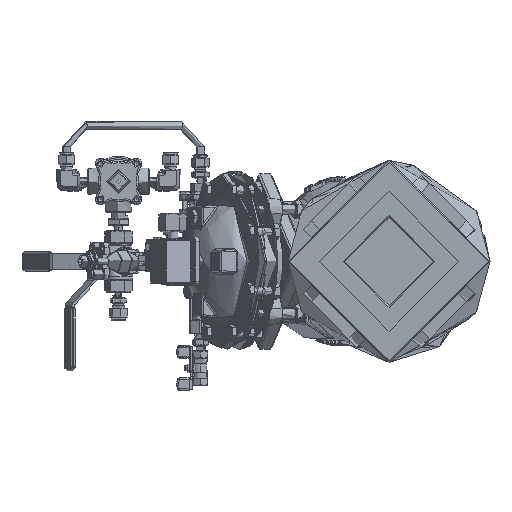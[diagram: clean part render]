
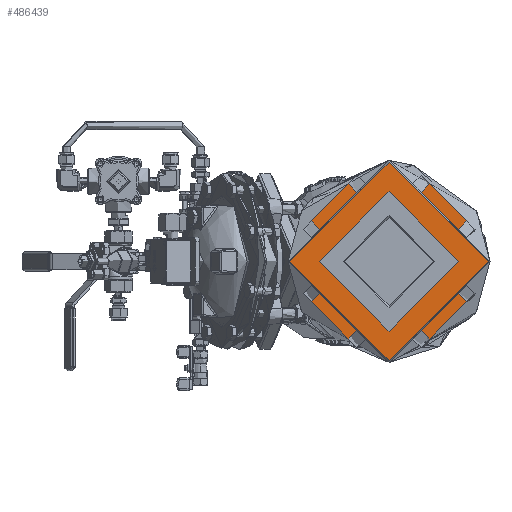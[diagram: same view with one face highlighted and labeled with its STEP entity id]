
A CAD part, left-side view. The second image highlights one B-rep face of the part: STEP entity #486439.
In plain terms, the highlighted planar face has unit normal (-1, 0, 0).
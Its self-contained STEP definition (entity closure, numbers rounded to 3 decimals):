
#1250 = AXIS2_PLACEMENT_3D ( 'NONE', #144362, #184899, #489471 ) ;
#6260 = DIRECTION ( 'NONE',  ( 1., 0., 0. ) ) ;
#16278 = DIRECTION ( 'NONE',  ( 1., 0., 0. ) ) ;
#21633 = CARTESIAN_POINT ( 'NONE',  ( -211.067, 36.451, 88. ) ) ;
#28752 = AXIS2_PLACEMENT_3D ( 'NONE', #124712, #6260, #82350 ) ;
#34877 = AXIS2_PLACEMENT_3D ( 'NONE', #314456, #82597, #353350 ) ;
#41468 = DIRECTION ( 'NONE',  ( 0., 0., 1. ) ) ;
#41623 = ORIENTED_EDGE ( 'NONE', *, *, #276048, .T. ) ;
#47699 = ORIENTED_EDGE ( 'NONE', *, *, #118587, .T. ) ;
#52112 = VERTEX_POINT ( 'NONE', #406307 ) ;
#53383 = FACE_BOUND ( 'NONE', #174801, .T. ) ;
#55475 = CIRCLE ( 'NONE', #325843, 79. ) ;
#65523 = FACE_BOUND ( 'NONE', #249319, .T. ) ;
#67745 = CIRCLE ( 'NONE', #34877, 9.5 ) ;
#71768 = FACE_BOUND ( 'NONE', #454589, .T. ) ;
#73750 = DIRECTION ( 'NONE',  ( 0., 0., 1. ) ) ;
#77727 = CARTESIAN_POINT ( 'NONE',  ( -211.067, 0., 79. ) ) ;
#82350 = DIRECTION ( 'NONE',  ( 0., 0., 1. ) ) ;
#82597 = DIRECTION ( 'NONE',  ( 1., 0., 0. ) ) ;
#83644 = DIRECTION ( 'NONE',  ( -1., 0., 0. ) ) ;
#89131 = AXIS2_PLACEMENT_3D ( 'NONE', #150074, #305613, #73750 ) ;
#90808 = DIRECTION ( 'NONE',  ( 0., 0., 1. ) ) ;
#95364 = CIRCLE ( 'NONE', #89131, 112.5 ) ;
#95456 = CIRCLE ( 'NONE', #28752, 9.5 ) ;
#101931 = FACE_BOUND ( 'NONE', #286064, .T. ) ;
#110690 = CARTESIAN_POINT ( 'NONE',  ( -211.067, -88., 45.951 ) ) ;
#118587 = EDGE_CURVE ( 'NONE', #320913, #320913, #249578, .T. ) ;
#120653 = CARTESIAN_POINT ( 'NONE',  ( -211.067, 0., 112.5 ) ) ;
#123963 = VERTEX_POINT ( 'NONE', #152384 ) ;
#124712 = CARTESIAN_POINT ( 'NONE',  ( -211.067, -88., -36.451 ) ) ;
#136144 = VERTEX_POINT ( 'NONE', #77727 ) ;
#136822 = EDGE_LOOP ( 'NONE', ( #41623 ) ) ;
#144362 = CARTESIAN_POINT ( 'NONE',  ( -211.067, 88., 36.451 ) ) ;
#147822 = VERTEX_POINT ( 'NONE', #201263 ) ;
#150074 = CARTESIAN_POINT ( 'NONE',  ( -211.067, 0., 0. ) ) ;
#150339 = DIRECTION ( 'NONE',  ( 1., 0., 0. ) ) ;
#152384 = CARTESIAN_POINT ( 'NONE',  ( -211.067, -88., -26.951 ) ) ;
#157301 = ORIENTED_EDGE ( 'NONE', *, *, #404752, .T. ) ;
#161239 = ORIENTED_EDGE ( 'NONE', *, *, #314695, .T. ) ;
#174801 = EDGE_LOOP ( 'NONE', ( #284758 ) ) ;
#175036 = EDGE_CURVE ( 'NONE', #199063, #199063, #175585, .T. ) ;
#175585 = CIRCLE ( 'NONE', #250184, 9.5 ) ;
#175639 = DIRECTION ( 'NONE',  ( 0., 0., 1. ) ) ;
#182325 = EDGE_LOOP ( 'NONE', ( #358055 ) ) ;
#184899 = DIRECTION ( 'NONE',  ( 1., 0., 0. ) ) ;
#189161 = EDGE_LOOP ( 'NONE', ( #490519 ) ) ;
#199063 = VERTEX_POINT ( 'NONE', #110690 ) ;
#199239 = PLANE ( 'NONE',  #460660 ) ;
#199886 = AXIS2_PLACEMENT_3D ( 'NONE', #21633, #150339, #175639 ) ;
#201263 = CARTESIAN_POINT ( 'NONE',  ( -211.067, 88., -26.951 ) ) ;
#211822 = AXIS2_PLACEMENT_3D ( 'NONE', #331569, #257219, #252170 ) ;
#216271 = VERTEX_POINT ( 'NONE', #460903 ) ;
#222982 = FACE_BOUND ( 'NONE', #136822, .T. ) ;
#224973 = EDGE_CURVE ( 'NONE', #216271, #216271, #357898, .T. ) ;
#229441 = DIRECTION ( 'NONE',  ( 1., 0., 0. ) ) ;
#232519 = AXIS2_PLACEMENT_3D ( 'NONE', #363137, #16278, #90808 ) ;
#239765 = EDGE_CURVE ( 'NONE', #306926, #306926, #95364, .T. ) ;
#241183 = DIRECTION ( 'NONE',  ( 0., 0., 1. ) ) ;
#241375 = FACE_OUTER_BOUND ( 'NONE', #369686, .T. ) ;
#244608 = CIRCLE ( 'NONE', #1250, 9.5 ) ;
#246213 = DIRECTION ( 'NONE',  ( 1., 0., 0. ) ) ;
#249319 = EDGE_LOOP ( 'NONE', ( #338239 ) ) ;
#249578 = CIRCLE ( 'NONE', #232519, 9.5 ) ;
#250184 = AXIS2_PLACEMENT_3D ( 'NONE', #401655, #246213, #241183 ) ;
#250878 = ORIENTED_EDGE ( 'NONE', *, *, #411739, .F. ) ;
#252170 = DIRECTION ( 'NONE',  ( 0., 0., 1. ) ) ;
#257219 = DIRECTION ( 'NONE',  ( 1., 0., 0. ) ) ;
#265616 = FACE_BOUND ( 'NONE', #318212, .T. ) ;
#271419 = EDGE_CURVE ( 'NONE', #500150, #500150, #461439, .T. ) ;
#276048 = EDGE_CURVE ( 'NONE', #276317, #276317, #414807, .T. ) ;
#276317 = VERTEX_POINT ( 'NONE', #367401 ) ;
#284758 = ORIENTED_EDGE ( 'NONE', *, *, #271419, .T. ) ;
#286064 = EDGE_LOOP ( 'NONE', ( #161239 ) ) ;
#294726 = ORIENTED_EDGE ( 'NONE', *, *, #239765, .T. ) ;
#305613 = DIRECTION ( 'NONE',  ( -1., 0., 0. ) ) ;
#306926 = VERTEX_POINT ( 'NONE', #120653 ) ;
#314434 = AXIS2_PLACEMENT_3D ( 'NONE', #461100, #229441, #462740 ) ;
#314456 = CARTESIAN_POINT ( 'NONE',  ( -211.067, 88., -36.451 ) ) ;
#314695 = EDGE_CURVE ( 'NONE', #52112, #52112, #244608, .T. ) ;
#318212 = EDGE_LOOP ( 'NONE', ( #157301 ) ) ;
#318576 = CARTESIAN_POINT ( 'NONE',  ( -211.067, -36.451, -78.5 ) ) ;
#320913 = VERTEX_POINT ( 'NONE', #335834 ) ;
#325843 = AXIS2_PLACEMENT_3D ( 'NONE', #428971, #83644, #41468 ) ;
#331569 = CARTESIAN_POINT ( 'NONE',  ( -211.067, -36.451, -88. ) ) ;
#335834 = CARTESIAN_POINT ( 'NONE',  ( -211.067, -36.451, 97.5 ) ) ;
#338239 = ORIENTED_EDGE ( 'NONE', *, *, #449238, .T. ) ;
#346468 = CARTESIAN_POINT ( 'NONE',  ( -211.067, 114.5, 0. ) ) ;
#353350 = DIRECTION ( 'NONE',  ( 0., 0., 1. ) ) ;
#357898 = CIRCLE ( 'NONE', #314434, 9.5 ) ;
#358055 = ORIENTED_EDGE ( 'NONE', *, *, #224973, .T. ) ;
#363129 = EDGE_LOOP ( 'NONE', ( #47699 ) ) ;
#363137 = CARTESIAN_POINT ( 'NONE',  ( -211.067, -36.451, 88. ) ) ;
#367401 = CARTESIAN_POINT ( 'NONE',  ( -211.067, 36.451, 97.5 ) ) ;
#369686 = EDGE_LOOP ( 'NONE', ( #294726 ) ) ;
#398519 = FACE_BOUND ( 'NONE', #189161, .T. ) ;
#401655 = CARTESIAN_POINT ( 'NONE',  ( -211.067, -88., 36.451 ) ) ;
#404752 = EDGE_CURVE ( 'NONE', #123963, #123963, #95456, .T. ) ;
#406307 = CARTESIAN_POINT ( 'NONE',  ( -211.067, 88., 45.951 ) ) ;
#411739 = EDGE_CURVE ( 'NONE', #136144, #136144, #55475, .T. ) ;
#414807 = CIRCLE ( 'NONE', #199886, 9.5 ) ;
#428971 = CARTESIAN_POINT ( 'NONE',  ( -211.067, 0., 0. ) ) ;
#449238 = EDGE_CURVE ( 'NONE', #147822, #147822, #67745, .T. ) ;
#454589 = EDGE_LOOP ( 'NONE', ( #250878 ) ) ;
#460660 = AXIS2_PLACEMENT_3D ( 'NONE', #346468, #468247, #469913 ) ;
#460903 = CARTESIAN_POINT ( 'NONE',  ( -211.067, 36.451, -78.5 ) ) ;
#461100 = CARTESIAN_POINT ( 'NONE',  ( -211.067, 36.451, -88. ) ) ;
#461439 = CIRCLE ( 'NONE', #211822, 9.5 ) ;
#462740 = DIRECTION ( 'NONE',  ( 0., 0., 1. ) ) ;
#465082 = FACE_BOUND ( 'NONE', #182325, .T. ) ;
#468247 = DIRECTION ( 'NONE',  ( -1., 0., 0. ) ) ;
#469913 = DIRECTION ( 'NONE',  ( 0., 0., 1. ) ) ;
#486439 = ADVANCED_FACE ( 'NONE', ( #222982, #398519, #53383, #65523, #241375, #71768, #465082, #265616, #489366, #101931 ), #199239, .T. ) ;
#489366 = FACE_BOUND ( 'NONE', #363129, .T. ) ;
#489471 = DIRECTION ( 'NONE',  ( 0., 0., 1. ) ) ;
#490519 = ORIENTED_EDGE ( 'NONE', *, *, #175036, .T. ) ;
#500150 = VERTEX_POINT ( 'NONE', #318576 ) ;
